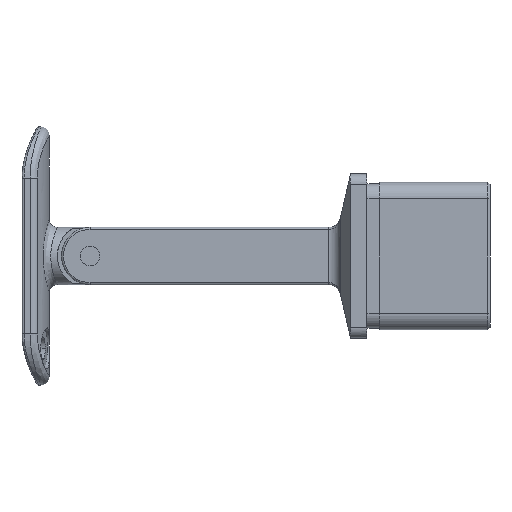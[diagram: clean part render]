
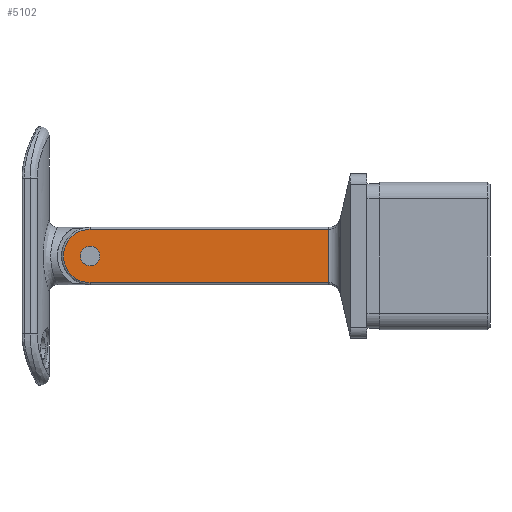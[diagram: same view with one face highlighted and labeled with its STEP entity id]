
A CAD part, left-side view. The second image highlights one B-rep face of the part: STEP entity #5102.
In plain terms, the highlighted planar face has unit normal (-1, 0, 0).
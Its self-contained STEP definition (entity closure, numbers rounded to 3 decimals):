
#456 = EDGE_CURVE ( 'NONE', #5888, #838, #845, .T. ) ;
#603 = CARTESIAN_POINT ( 'NONE',  ( -7., 67.5, 0. ) ) ;
#665 = DIRECTION ( 'NONE',  ( 1., 0., 0. ) ) ;
#835 = CARTESIAN_POINT ( 'NONE',  ( -7., 67.5, 6.5 ) ) ;
#838 = VERTEX_POINT ( 'NONE', #5919 ) ;
#845 = LINE ( 'NONE', #3364, #7885 ) ;
#1023 = CIRCLE ( 'NONE', #2335, 6.5 ) ;
#1069 = DIRECTION ( 'NONE',  ( 1., 0., 0. ) ) ;
#1215 = DIRECTION ( 'NONE',  ( 0., 0., -1. ) ) ;
#1502 = ORIENTED_EDGE ( 'NONE', *, *, #5393, .T. ) ;
#1683 = ORIENTED_EDGE ( 'NONE', *, *, #2324, .T. ) ;
#2324 = EDGE_CURVE ( 'NONE', #4405, #2341, #7275, .T. ) ;
#2335 = AXIS2_PLACEMENT_3D ( 'NONE', #4585, #7170, #4630 ) ;
#2341 = VERTEX_POINT ( 'NONE', #6291 ) ;
#2542 = CARTESIAN_POINT ( 'NONE',  ( -7., 9.387, -6.5 ) ) ;
#2866 = LINE ( 'NONE', #6694, #5557 ) ;
#2901 = CARTESIAN_POINT ( 'NONE',  ( -7., 67.5, 6.5 ) ) ;
#2942 = LINE ( 'NONE', #2901, #4578 ) ;
#3112 = CARTESIAN_POINT ( 'NONE',  ( -7., 67.5, 0. ) ) ;
#3144 = CARTESIAN_POINT ( 'NONE',  ( -7., 67.5, -2.4 ) ) ;
#3364 = CARTESIAN_POINT ( 'NONE',  ( -7., 9.387, 7. ) ) ;
#3565 = DIRECTION ( 'NONE',  ( 0., 1., 0. ) ) ;
#3585 = DIRECTION ( 'NONE',  ( 0., 0., -1. ) ) ;
#3678 = AXIS2_PLACEMENT_3D ( 'NONE', #6174, #5461, #3585 ) ;
#4019 = CARTESIAN_POINT ( 'NONE',  ( -7., 67.5, -6.5 ) ) ;
#4026 = VERTEX_POINT ( 'NONE', #835 ) ;
#4405 = VERTEX_POINT ( 'NONE', #3144 ) ;
#4454 = DIRECTION ( 'NONE',  ( 0., 0., 1. ) ) ;
#4578 = VECTOR ( 'NONE', #3565, 1000. ) ;
#4585 = CARTESIAN_POINT ( 'NONE',  ( -7., 67.5, 0. ) ) ;
#4630 = DIRECTION ( 'NONE',  ( 0., 0., -1. ) ) ;
#5102 = ADVANCED_FACE ( 'NONE', ( #7680, #6355 ), #6902, .F. ) ;
#5330 = ORIENTED_EDGE ( 'NONE', *, *, #456, .T. ) ;
#5393 = EDGE_CURVE ( 'NONE', #838, #4026, #2942, .T. ) ;
#5408 = AXIS2_PLACEMENT_3D ( 'NONE', #3112, #665, #1215 ) ;
#5415 = DIRECTION ( 'NONE',  ( 0., -1., 0. ) ) ;
#5461 = DIRECTION ( 'NONE',  ( 1., 0., 0. ) ) ;
#5551 = AXIS2_PLACEMENT_3D ( 'NONE', #603, #1069, #6794 ) ;
#5557 = VECTOR ( 'NONE', #5415, 1000. ) ;
#5710 = EDGE_CURVE ( 'NONE', #4026, #7890, #1023, .T. ) ;
#5888 = VERTEX_POINT ( 'NONE', #2542 ) ;
#5919 = CARTESIAN_POINT ( 'NONE',  ( -7., 9.387, 6.5 ) ) ;
#6174 = CARTESIAN_POINT ( 'NONE',  ( -7., 67.5, 0. ) ) ;
#6291 = CARTESIAN_POINT ( 'NONE',  ( -7., 67.5, 2.4 ) ) ;
#6355 = FACE_OUTER_BOUND ( 'NONE', #6965, .T. ) ;
#6694 = CARTESIAN_POINT ( 'NONE',  ( -7., 67.5, -6.5 ) ) ;
#6794 = DIRECTION ( 'NONE',  ( 0., 0., -1. ) ) ;
#6902 = PLANE ( 'NONE',  #5408 ) ;
#6965 = EDGE_LOOP ( 'NONE', ( #8082, #6997, #5330, #1502 ) ) ;
#6997 = ORIENTED_EDGE ( 'NONE', *, *, #7675, .T. ) ;
#7170 = DIRECTION ( 'NONE',  ( -1., 0., 0. ) ) ;
#7261 = EDGE_CURVE ( 'NONE', #2341, #4405, #7404, .T. ) ;
#7269 = ORIENTED_EDGE ( 'NONE', *, *, #7261, .T. ) ;
#7275 = CIRCLE ( 'NONE', #5551, 2.4 ) ;
#7404 = CIRCLE ( 'NONE', #3678, 2.4 ) ;
#7675 = EDGE_CURVE ( 'NONE', #7890, #5888, #2866, .T. ) ;
#7680 = FACE_BOUND ( 'NONE', #7807, .T. ) ;
#7807 = EDGE_LOOP ( 'NONE', ( #7269, #1683 ) ) ;
#7885 = VECTOR ( 'NONE', #4454, 1000. ) ;
#7890 = VERTEX_POINT ( 'NONE', #4019 ) ;
#8082 = ORIENTED_EDGE ( 'NONE', *, *, #5710, .T. ) ;
